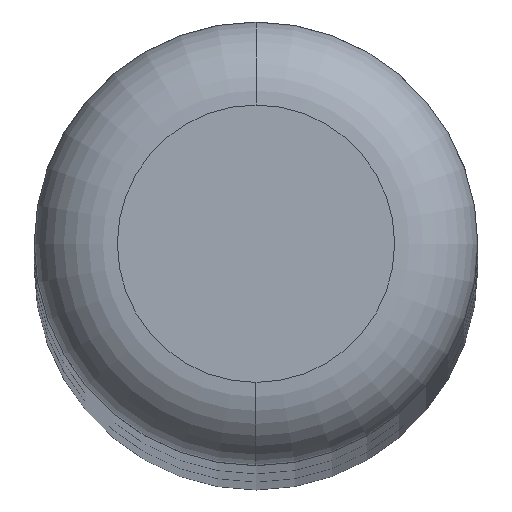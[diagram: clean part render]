
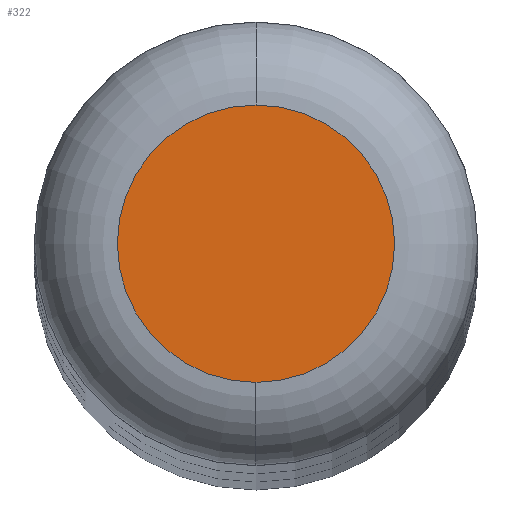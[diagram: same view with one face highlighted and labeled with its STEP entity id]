
A CAD part, top view. The second image highlights one B-rep face of the part: STEP entity #322.
In plain terms, the highlighted face is planar.
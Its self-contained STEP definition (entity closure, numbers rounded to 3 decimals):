
#150 = DIRECTION ( 'NONE',  ( 0., 0., 1. ) ) ;
#322 = ADVANCED_FACE ( 'NONE', ( #887 ), #708, .T. ) ;
#423 = CARTESIAN_POINT ( 'NONE',  ( 0., 4., 0. ) ) ;
#428 = CARTESIAN_POINT ( 'NONE',  ( 0., 4., 0. ) ) ;
#472 = VERTEX_POINT ( 'NONE', #918 ) ;
#489 = VERTEX_POINT ( 'NONE', #733 ) ;
#511 = DIRECTION ( 'NONE',  ( 0., -1., 0. ) ) ;
#521 = AXIS2_PLACEMENT_3D ( 'NONE', #559, #1048, #843 ) ;
#522 = DIRECTION ( 'NONE',  ( 0., 0., -1. ) ) ;
#546 = EDGE_CURVE ( 'NONE', #489, #472, #810, .T. ) ;
#559 = CARTESIAN_POINT ( 'NONE',  ( 0., 4., 0. ) ) ;
#578 = CIRCLE ( 'NONE', #1239, 5. ) ;
#678 = EDGE_LOOP ( 'NONE', ( #877, #1166 ) ) ;
#708 = PLANE ( 'NONE',  #1155 ) ;
#733 = CARTESIAN_POINT ( 'NONE',  ( 0., 4., -5. ) ) ;
#810 = CIRCLE ( 'NONE', #521, 5. ) ;
#843 = DIRECTION ( 'NONE',  ( 0., 0., -1. ) ) ;
#877 = ORIENTED_EDGE ( 'NONE', *, *, #546, .F. ) ;
#887 = FACE_OUTER_BOUND ( 'NONE', #678, .T. ) ;
#918 = CARTESIAN_POINT ( 'NONE',  ( 0., 4., 5. ) ) ;
#1048 = DIRECTION ( 'NONE',  ( 0., -1., 0. ) ) ;
#1094 = DIRECTION ( 'NONE',  ( 0., 1., 0. ) ) ;
#1155 = AXIS2_PLACEMENT_3D ( 'NONE', #428, #1094, #150 ) ;
#1166 = ORIENTED_EDGE ( 'NONE', *, *, #1236, .F. ) ;
#1236 = EDGE_CURVE ( 'NONE', #472, #489, #578, .T. ) ;
#1239 = AXIS2_PLACEMENT_3D ( 'NONE', #423, #511, #522 ) ;
